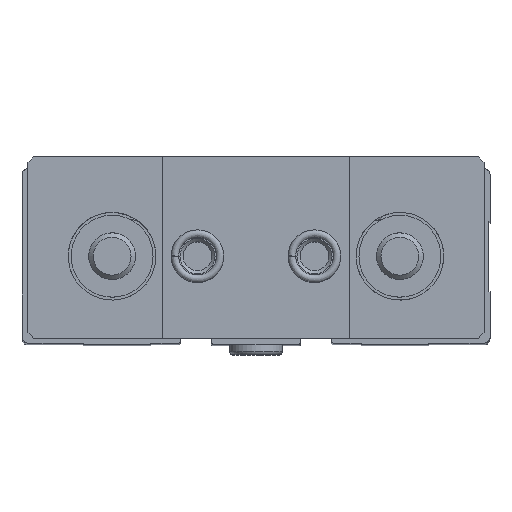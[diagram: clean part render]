
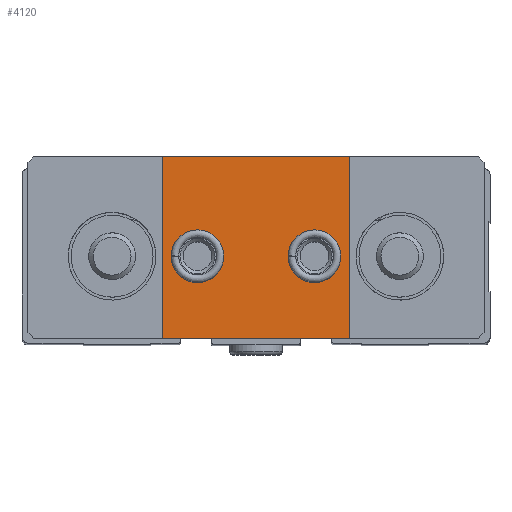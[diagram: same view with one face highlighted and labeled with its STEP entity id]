
A CAD part, top view. The second image highlights one B-rep face of the part: STEP entity #4120.
In plain terms, the highlighted planar face has unit normal (0, 0, 1).
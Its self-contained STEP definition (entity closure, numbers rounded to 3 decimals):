
#465=LINE('',#7004,#717);
#472=LINE('',#7018,#724);
#479=LINE('',#7036,#731);
#480=LINE('',#7037,#732);
#717=VECTOR('',#5694,1000.);
#724=VECTOR('',#5705,1000.);
#731=VECTOR('',#5720,1000.);
#732=VECTOR('',#5721,1000.);
#1512=ORIENTED_EDGE('',*,*,#2222,.F.);
#1513=ORIENTED_EDGE('',*,*,#2223,.F.);
#1514=ORIENTED_EDGE('',*,*,#2215,.T.);
#1515=ORIENTED_EDGE('',*,*,#2224,.T.);
#1516=ORIENTED_EDGE('',*,*,#2208,.T.);
#1517=ORIENTED_EDGE('',*,*,#2225,.T.);
#2208=EDGE_CURVE('',#2651,#2656,#465,.T.);
#2215=EDGE_CURVE('',#2662,#2661,#472,.T.);
#2222=EDGE_CURVE('',#2667,#2667,#2922,.T.);
#2223=EDGE_CURVE('',#2668,#2668,#2923,.T.);
#2224=EDGE_CURVE('',#2661,#2651,#479,.T.);
#2225=EDGE_CURVE('',#2656,#2662,#480,.T.);
#2651=VERTEX_POINT('',#6993);
#2656=VERTEX_POINT('',#7003);
#2661=VERTEX_POINT('',#7017);
#2662=VERTEX_POINT('',#7019);
#2667=VERTEX_POINT('',#7033);
#2668=VERTEX_POINT('',#7035);
#2922=CIRCLE('',#4631,4.5);
#2923=CIRCLE('',#4632,4.5);
#3248=EDGE_LOOP('',(#1512));
#3249=EDGE_LOOP('',(#1513));
#3250=EDGE_LOOP('',(#1514,#1515,#1516,#1517));
#3678=FACE_BOUND('',#3248,.T.);
#3679=FACE_BOUND('',#3249,.T.);
#3680=FACE_BOUND('',#3250,.T.);
#3895=PLANE('',#4630);
#4120=ADVANCED_FACE('',(#3678,#3679,#3680),#3895,.T.);
#4630=AXIS2_PLACEMENT_3D('',#7031,#5714,#5715);
#4631=AXIS2_PLACEMENT_3D('',#7032,#5716,#5717);
#4632=AXIS2_PLACEMENT_3D('',#7034,#5718,#5719);
#5694=DIRECTION('',(-1.,0.,0.));
#5705=DIRECTION('',(1.,0.,0.));
#5714=DIRECTION('',(0.,0.,1.));
#5715=DIRECTION('',(1.,0.,0.));
#5716=DIRECTION('',(0.,0.,1.));
#5717=DIRECTION('',(1.,0.,0.));
#5718=DIRECTION('',(0.,0.,1.));
#5719=DIRECTION('',(1.,0.,0.));
#5720=DIRECTION('',(0.,1.,0.));
#5721=DIRECTION('',(0.,-1.,0.));
#6993=CARTESIAN_POINT('',(16.,17.,22.));
#7003=CARTESIAN_POINT('',(-16.,17.,22.));
#7004=CARTESIAN_POINT('',(39.,17.,22.));
#7017=CARTESIAN_POINT('',(16.,-14.,22.));
#7018=CARTESIAN_POINT('',(-39.,-14.,22.));
#7019=CARTESIAN_POINT('',(-16.,-14.,22.));
#7031=CARTESIAN_POINT('',(0.,0.,22.));
#7032=CARTESIAN_POINT('',(-10.,0.,22.));
#7033=CARTESIAN_POINT('',(-5.5,0.,22.));
#7034=CARTESIAN_POINT('',(10.,0.,22.));
#7035=CARTESIAN_POINT('',(14.5,0.,22.));
#7036=CARTESIAN_POINT('',(16.,0.,22.));
#7037=CARTESIAN_POINT('',(-16.,0.,22.));
